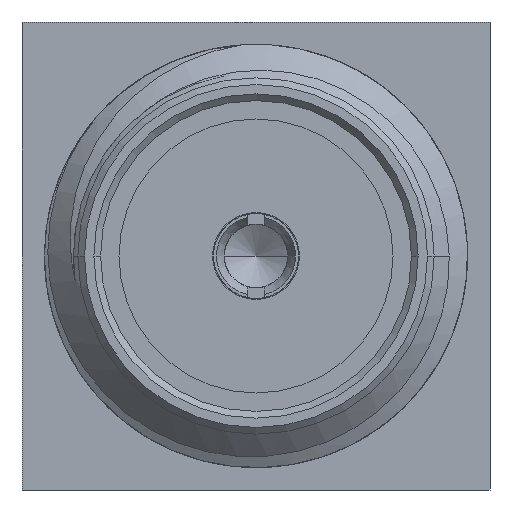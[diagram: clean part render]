
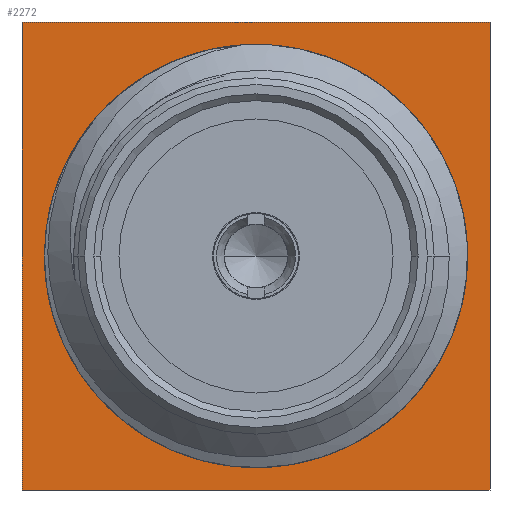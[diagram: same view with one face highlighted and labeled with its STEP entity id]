
A CAD part, left-side view. The second image highlights one B-rep face of the part: STEP entity #2272.
In plain terms, the highlighted planar face has unit normal (-1, 0, 0).
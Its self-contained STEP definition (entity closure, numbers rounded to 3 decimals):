
#319=CARTESIAN_POINT('',(7.73,0.,0.));
#320=DIRECTION('',(-1.,0.,0.));
#321=DIRECTION('',(0.,1.,0.));
#322=AXIS2_PLACEMENT_3D('',#319,#320,#321);
#324=CARTESIAN_POINT('',(7.73,0.,0.));
#325=DIRECTION('',(1.,0.,0.));
#326=DIRECTION('',(0.,1.,0.));
#327=AXIS2_PLACEMENT_3D('',#324,#325,#326);
#329=DIRECTION('',(0.,0.,1.));
#330=VECTOR('',#329,7.);
#331=CARTESIAN_POINT('',(7.73,-3.5,-3.5));
#332=LINE('',#331,#330);
#333=DIRECTION('',(0.,-1.,0.));
#334=VECTOR('',#333,7.);
#335=CARTESIAN_POINT('',(7.73,3.5,-3.5));
#336=LINE('',#335,#334);
#337=DIRECTION('',(0.,0.,-1.));
#338=VECTOR('',#337,7.);
#339=CARTESIAN_POINT('',(7.73,3.5,3.5));
#340=LINE('',#339,#338);
#341=DIRECTION('',(0.,1.,0.));
#342=VECTOR('',#341,7.);
#343=CARTESIAN_POINT('',(7.73,-3.5,3.5));
#344=LINE('',#343,#342);
#1639=CARTESIAN_POINT('',(7.73,3.1,0.));
#1640=CARTESIAN_POINT('',(7.73,-3.1,0.));
#1641=VERTEX_POINT('',#1639);
#1642=VERTEX_POINT('',#1640);
#1659=CARTESIAN_POINT('',(7.73,-3.5,-3.5));
#1660=CARTESIAN_POINT('',(7.73,-3.5,3.5));
#1661=VERTEX_POINT('',#1659);
#1662=VERTEX_POINT('',#1660);
#1663=CARTESIAN_POINT('',(7.73,3.5,-3.5));
#1664=VERTEX_POINT('',#1663);
#1665=CARTESIAN_POINT('',(7.73,3.5,3.5));
#1666=VERTEX_POINT('',#1665);
#2255=CARTESIAN_POINT('',(7.73,0.,0.));
#2256=DIRECTION('',(-1.,0.,0.));
#2257=DIRECTION('',(0.,1.,0.));
#2258=AXIS2_PLACEMENT_3D('',#2255,#2256,#2257);
#2259=PLANE('',#2258);
#2260=ORIENTED_EDGE('',*,*,#2065,.F.);
#2261=ORIENTED_EDGE('',*,*,#2249,.F.);
#2262=ORIENTED_EDGE('',*,*,#2120,.F.);
#2263=ORIENTED_EDGE('',*,*,#2201,.F.);
#2264=EDGE_LOOP('',(#2260,#2261,#2262,#2263));
#2265=FACE_OUTER_BOUND('',#2264,.F.);
#2267=ORIENTED_EDGE('',*,*,#2266,.T.);
#2269=ORIENTED_EDGE('',*,*,#2268,.F.);
#2270=EDGE_LOOP('',(#2267,#2269));
#2271=FACE_BOUND('',#2270,.F.);
#323=CIRCLE('',#322,3.1);
#328=CIRCLE('',#327,3.1);
#2065=EDGE_CURVE('',#1661,#1662,#332,.T.);
#2120=EDGE_CURVE('',#1666,#1664,#340,.T.);
#2201=EDGE_CURVE('',#1662,#1666,#344,.T.);
#2249=EDGE_CURVE('',#1664,#1661,#336,.T.);
#2266=EDGE_CURVE('',#1641,#1642,#323,.T.);
#2268=EDGE_CURVE('',#1641,#1642,#328,.T.);
#2272=ADVANCED_FACE('',(#2265,#2271),#2259,.T.);
